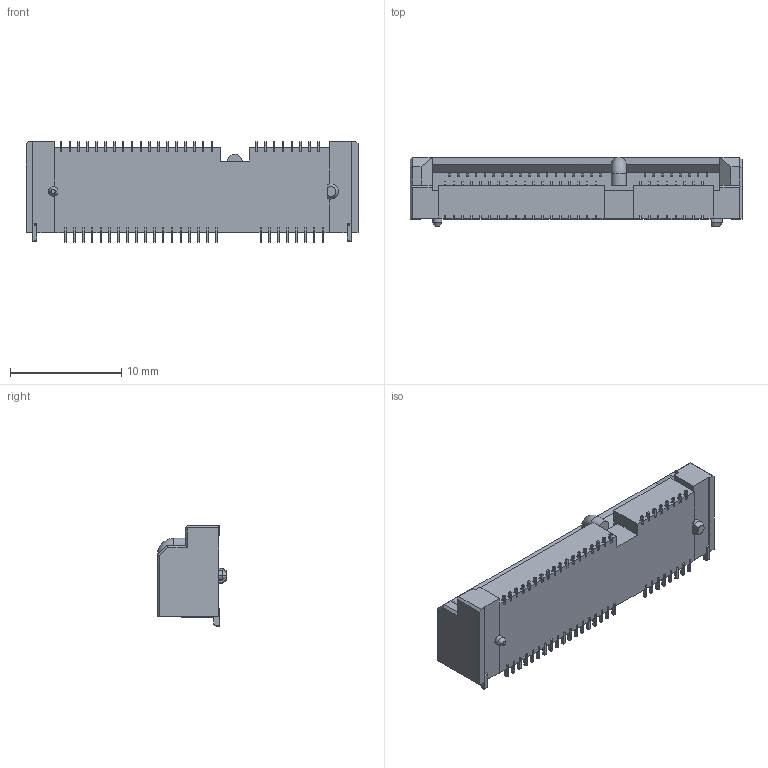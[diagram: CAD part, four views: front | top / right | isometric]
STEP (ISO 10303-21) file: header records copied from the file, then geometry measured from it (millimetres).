
FILE_DESCRIPTION((''),'2;1');
FILE_NAME('C-1775838-2','2014-04-09T',('workeradm'),('Tyco Electronics Ltd.'),'PRO/ENGINEER BY PARAMETRIC TECHNOLOGY CORPORATION, 2013050','PRO/ENGINEER BY PARAMETRIC TECHNOLOGY CORPORATION, 2013050','');
FILE_SCHEMA(('AUTOMOTIVE_DESIGN { 1 0 10303 214 1 1 1 1 }'));
Length unit declared in the file: millimetre
Products named in the file (1): C-1775838-2
Bounding box: 29.9 x 6.25 x 9.08 mm (x, y, z)
Volume: 1039.6 mm3; surface area: 1090.9 mm2
Topology: 1 solids, 1 shells, 1056 faces, 3041 edges, 1987 vertices
Faces by surface type: plane 624, cylinder 428, cone 3, torus 1
Entity records: 34772 total; most frequent: CARTESIAN_POINT 6106, ORIENTED_EDGE 6082, DIRECTION 6016, EDGE_CURVE 3041, VECTOR 2170, LINE 2170, VERTEX_POINT 1987, AXIS2_PLACEMENT_3D 1923
